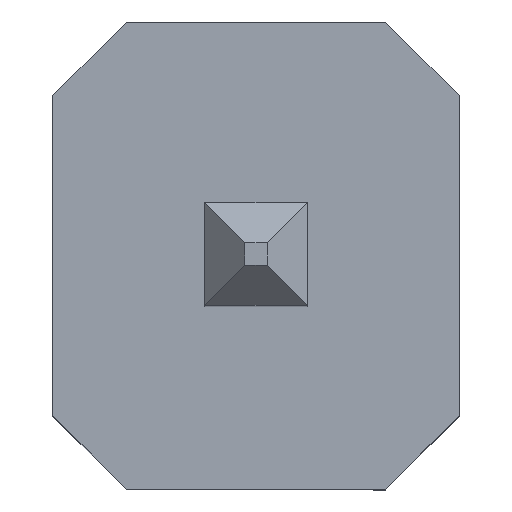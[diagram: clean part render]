
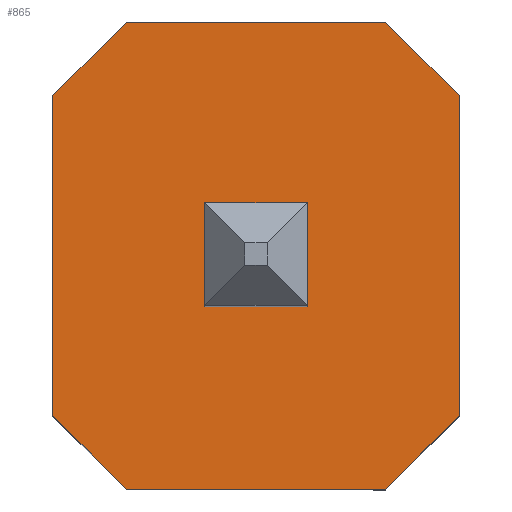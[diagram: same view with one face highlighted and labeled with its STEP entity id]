
A CAD part, top view. The second image highlights one B-rep face of the part: STEP entity #865.
In plain terms, the highlighted planar face has unit normal (0, 0, 1).
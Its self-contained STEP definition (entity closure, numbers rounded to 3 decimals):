
#3 = DIRECTION ( 'NONE',  ( -0.707, -0.707, 0. ) ) ;
#7 = LINE ( 'NONE', #886, #656 ) ;
#14 = CARTESIAN_POINT ( 'NONE',  ( 1.27, -1.46, 2.54 ) ) ;
#19 = CARTESIAN_POINT ( 'NONE',  ( -0.81, 1.46, 2.54 ) ) ;
#27 = CARTESIAN_POINT ( 'NONE',  ( 1.27, -1., 2.54 ) ) ;
#31 = DIRECTION ( 'NONE',  ( 0.707, -0.707, 0. ) ) ;
#70 = VERTEX_POINT ( 'NONE', #27 ) ;
#93 = EDGE_CURVE ( 'NONE', #194, #357, #141, .T. ) ;
#95 = VECTOR ( 'NONE', #31, 1000. ) ;
#106 = CARTESIAN_POINT ( 'NONE',  ( 1.27, 1., 2.54 ) ) ;
#114 = ORIENTED_EDGE ( 'NONE', *, *, #323, .T. ) ;
#123 = VERTEX_POINT ( 'NONE', #486 ) ;
#129 = CARTESIAN_POINT ( 'NONE',  ( 0., 0., 2.54 ) ) ;
#141 = LINE ( 'NONE', #770, #454 ) ;
#145 = EDGE_CURVE ( 'NONE', #198, #70, #778, .T. ) ;
#153 = CARTESIAN_POINT ( 'NONE',  ( 0., 0.32, 2.54 ) ) ;
#168 = EDGE_LOOP ( 'NONE', ( #114, #867, #537, #799 ) ) ;
#174 = VECTOR ( 'NONE', #819, 1000. ) ;
#182 = CARTESIAN_POINT ( 'NONE',  ( 0.81, -1.46, 2.54 ) ) ;
#194 = VERTEX_POINT ( 'NONE', #106 ) ;
#198 = VERTEX_POINT ( 'NONE', #182 ) ;
#207 = DIRECTION ( 'NONE',  ( -1., 0., 0. ) ) ;
#220 = EDGE_CURVE ( 'NONE', #374, #401, #918, .T. ) ;
#225 = ORIENTED_EDGE ( 'NONE', *, *, #145, .T. ) ;
#237 = CARTESIAN_POINT ( 'NONE',  ( -0.81, -1.46, 2.54 ) ) ;
#239 = DIRECTION ( 'NONE',  ( 0., -1., 0. ) ) ;
#241 = ORIENTED_EDGE ( 'NONE', *, *, #763, .T. ) ;
#322 = EDGE_CURVE ( 'NONE', #689, #374, #687, .T. ) ;
#323 = EDGE_CURVE ( 'NONE', #123, #572, #563, .T. ) ;
#337 = CARTESIAN_POINT ( 'NONE',  ( 0.81, -1.46, 2.54 ) ) ;
#343 = ORIENTED_EDGE ( 'NONE', *, *, #727, .T. ) ;
#357 = VERTEX_POINT ( 'NONE', #397 ) ;
#364 = VECTOR ( 'NONE', #239, 1000. ) ;
#365 = EDGE_CURVE ( 'NONE', #611, #689, #606, .T. ) ;
#367 = LINE ( 'NONE', #19, #874 ) ;
#369 = VECTOR ( 'NONE', #840, 1000. ) ;
#374 = VERTEX_POINT ( 'NONE', #682 ) ;
#397 = CARTESIAN_POINT ( 'NONE',  ( 0.81, 1.46, 2.54 ) ) ;
#401 = VERTEX_POINT ( 'NONE', #237 ) ;
#408 = CARTESIAN_POINT ( 'NONE',  ( 0.32, 0.32, 2.54 ) ) ;
#410 = EDGE_CURVE ( 'NONE', #357, #611, #367, .T. ) ;
#419 = LINE ( 'NONE', #14, #746 ) ;
#425 = DIRECTION ( 'NONE',  ( 0., 1., 0. ) ) ;
#454 = VECTOR ( 'NONE', #489, 1000. ) ;
#464 = DIRECTION ( 'NONE',  ( -1., 0., 0. ) ) ;
#474 = EDGE_CURVE ( 'NONE', #887, #801, #898, .T. ) ;
#478 = ORIENTED_EDGE ( 'NONE', *, *, #410, .T. ) ;
#486 = CARTESIAN_POINT ( 'NONE',  ( -0.32, 0.32, 2.54 ) ) ;
#489 = DIRECTION ( 'NONE',  ( -0.707, 0.707, 0. ) ) ;
#503 = VECTOR ( 'NONE', #505, 1000. ) ;
#505 = DIRECTION ( 'NONE',  ( 1., 0., 0. ) ) ;
#520 = CARTESIAN_POINT ( 'NONE',  ( 0.32, 0., 2.54 ) ) ;
#526 = LINE ( 'NONE', #868, #503 ) ;
#537 = ORIENTED_EDGE ( 'NONE', *, *, #474, .T. ) ;
#554 = CARTESIAN_POINT ( 'NONE',  ( -0.81, 1.46, 2.54 ) ) ;
#558 = ORIENTED_EDGE ( 'NONE', *, *, #93, .T. ) ;
#563 = LINE ( 'NONE', #153, #174 ) ;
#572 = VERTEX_POINT ( 'NONE', #408 ) ;
#580 = CARTESIAN_POINT ( 'NONE',  ( -0.32, -0.32, 2.54 ) ) ;
#588 = PLANE ( 'NONE',  #619 ) ;
#592 = EDGE_LOOP ( 'NONE', ( #343, #558, #478, #737, #736, #777, #241, #225 ) ) ;
#604 = FACE_OUTER_BOUND ( 'NONE', #592, .T. ) ;
#605 = CARTESIAN_POINT ( 'NONE',  ( -1.27, -1.46, 2.54 ) ) ;
#606 = LINE ( 'NONE', #740, #718 ) ;
#611 = VERTEX_POINT ( 'NONE', #554 ) ;
#619 = AXIS2_PLACEMENT_3D ( 'NONE', #129, #649, #207 ) ;
#622 = VECTOR ( 'NONE', #844, 1000. ) ;
#649 = DIRECTION ( 'NONE',  ( 0., 0., -1. ) ) ;
#652 = DIRECTION ( 'NONE',  ( 0., -1., 0. ) ) ;
#656 = VECTOR ( 'NONE', #728, 1000. ) ;
#675 = VECTOR ( 'NONE', #652, 1000. ) ;
#682 = CARTESIAN_POINT ( 'NONE',  ( -1.27, -1., 2.54 ) ) ;
#684 = CARTESIAN_POINT ( 'NONE',  ( 0., -0.32, 2.54 ) ) ;
#687 = LINE ( 'NONE', #605, #364 ) ;
#689 = VERTEX_POINT ( 'NONE', #780 ) ;
#718 = VECTOR ( 'NONE', #3, 1000. ) ;
#720 = CARTESIAN_POINT ( 'NONE',  ( 0.32, -0.32, 2.54 ) ) ;
#727 = EDGE_CURVE ( 'NONE', #70, #194, #419, .T. ) ;
#728 = DIRECTION ( 'NONE',  ( 0., 1., 0. ) ) ;
#736 = ORIENTED_EDGE ( 'NONE', *, *, #322, .T. ) ;
#737 = ORIENTED_EDGE ( 'NONE', *, *, #365, .T. ) ;
#740 = CARTESIAN_POINT ( 'NONE',  ( -1.27, 1., 2.54 ) ) ;
#746 = VECTOR ( 'NONE', #425, 1000. ) ;
#763 = EDGE_CURVE ( 'NONE', #401, #198, #526, .T. ) ;
#770 = CARTESIAN_POINT ( 'NONE',  ( 0.81, 1.46, 2.54 ) ) ;
#777 = ORIENTED_EDGE ( 'NONE', *, *, #220, .T. ) ;
#778 = LINE ( 'NONE', #337, #622 ) ;
#780 = CARTESIAN_POINT ( 'NONE',  ( -1.27, 1., 2.54 ) ) ;
#799 = ORIENTED_EDGE ( 'NONE', *, *, #862, .T. ) ;
#801 = VERTEX_POINT ( 'NONE', #580 ) ;
#819 = DIRECTION ( 'NONE',  ( 1., 0., 0. ) ) ;
#840 = DIRECTION ( 'NONE',  ( -1., 0., 0. ) ) ;
#844 = DIRECTION ( 'NONE',  ( 0.707, 0.707, 0. ) ) ;
#862 = EDGE_CURVE ( 'NONE', #801, #123, #7, .T. ) ;
#865 = ADVANCED_FACE ( 'NONE', ( #894, #604 ), #588, .F. ) ;
#867 = ORIENTED_EDGE ( 'NONE', *, *, #956, .T. ) ;
#868 = CARTESIAN_POINT ( 'NONE',  ( -0.81, -1.46, 2.54 ) ) ;
#870 = CARTESIAN_POINT ( 'NONE',  ( -1.27, -1., 2.54 ) ) ;
#874 = VECTOR ( 'NONE', #464, 1000. ) ;
#886 = CARTESIAN_POINT ( 'NONE',  ( -0.32, 0., 2.54 ) ) ;
#887 = VERTEX_POINT ( 'NONE', #720 ) ;
#894 = FACE_BOUND ( 'NONE', #168, .T. ) ;
#898 = LINE ( 'NONE', #684, #369 ) ;
#918 = LINE ( 'NONE', #870, #95 ) ;
#952 = LINE ( 'NONE', #520, #675 ) ;
#956 = EDGE_CURVE ( 'NONE', #572, #887, #952, .T. ) ;
